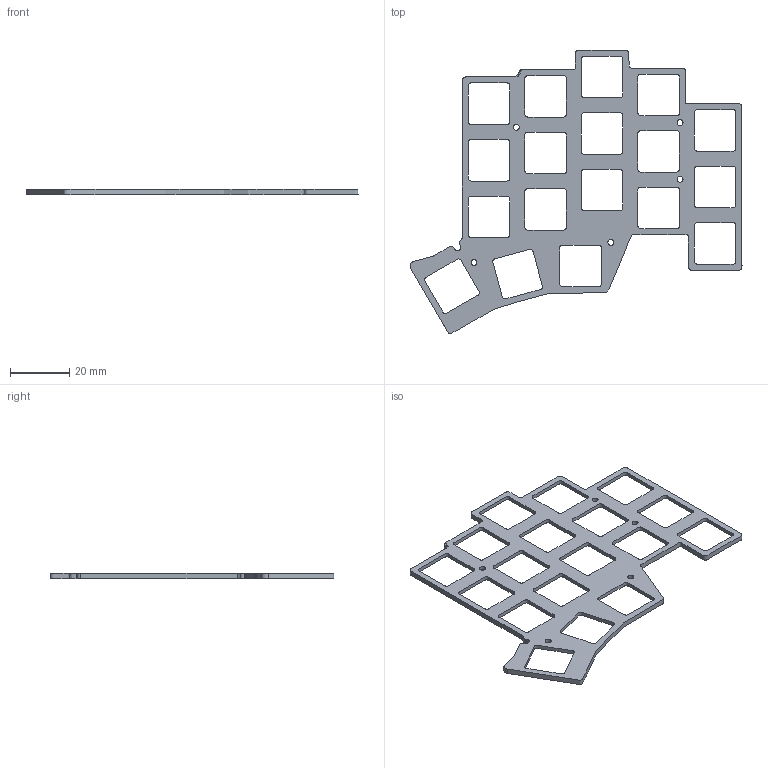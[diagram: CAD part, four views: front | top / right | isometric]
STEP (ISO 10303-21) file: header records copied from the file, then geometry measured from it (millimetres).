
FILE_DESCRIPTION(/* description */ (''),/* implementation_level */ '2;1');
FILE_NAME(/* name */ 'Kiwi 36 Choc Switch Plate Right',/* time_stamp */ '2024-10-13T20:28:13+13:00',/* author */ (''),/* organization */ (''),/* preprocessor_version */ 'ST-DEVELOPER v16.5',/* originating_system */ 'Rhino 7.37',/* authorisation */ '');
FILE_SCHEMA (('AUTOMOTIVE_DESIGN_CC2'));
Length unit declared in the file: millimetre
Products named in the file (1): Document
Bounding box: 111.89 x 95.55 x 1.8 mm (x, y, z)
Volume: 3800.6 mm3; surface area: 9375.2 mm2
Topology: 1 solids, 1 shells, 219 faces, 608 edges, 406 vertices
Faces by surface type: plane 102, cylinder 97, bspline 20
Full cylindrical faces by diameter (mm): 2 x5
Entity records: 7771 total; most frequent: CARTESIAN_POINT 3949, ORIENTED_EDGE 1216, EDGE_CURVE 608, VERTEX_POINT 406, EDGE_LOOP 280, ADVANCED_FACE 219, FACE_OUTER_BOUND 219, DIRECTION 203
